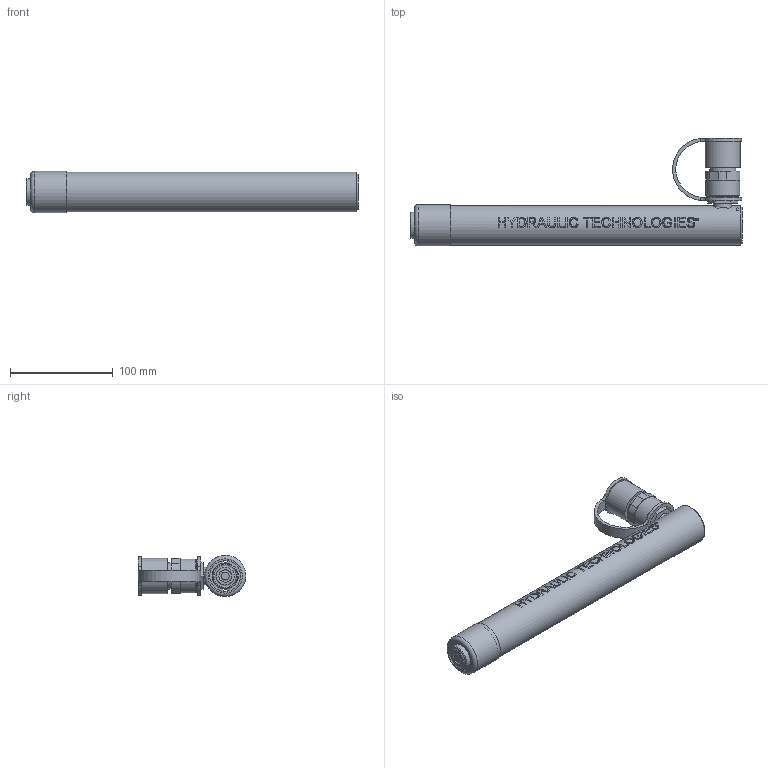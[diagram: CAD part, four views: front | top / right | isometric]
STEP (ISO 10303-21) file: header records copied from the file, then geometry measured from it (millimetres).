
FILE_DESCRIPTION (( 'STEP AP203' ), '1' );
FILE_NAME ('DER18013334 C59C.STEP', '2024-09-10T17:46:54', ( '' ), ( '' ), 'SwSTEP 2.0', 'SolidWorks 2022', '' );
FILE_SCHEMA (( 'CONFIG_CONTROL_DESIGN' ));
Length unit declared in the file: millimetre
Products named in the file (1): DER18013334 C59C
Bounding box: 323.85 x 105.08 x 40.28 mm (x, y, z)
Surface area: 148061 mm2 (no closed solid volume)
Topology: 0 solids, 11 shells, 123 faces, 643 edges, 561 vertices
Faces by surface type: cylinder 59, plane 46, cone 13, torus 3, bspline 2
Full cylindrical faces by diameter (mm): 2.159 x1, 5.283 x2, 7.925 x1, 17.297 x1, 25.394 x1, 25.4 x2, 25.578 x1, 30.099 x1, 30.48 x1, 33.147 x1, 34.544 x1, 37.973 x1, 40.31 x1
Entity records: 12323 total; most frequent: CARTESIAN_POINT 7417, ORIENTED_EDGE 1013, DIRECTION 837, EDGE_CURVE 612, VERTEX_POINT 555, AXIS2_PLACEMENT_3D 323, B_SPLINE_CURVE_WITH_KNOTS 220, EDGE_LOOP 213
